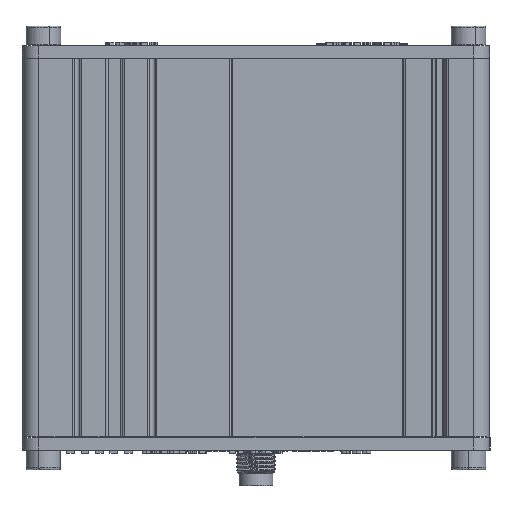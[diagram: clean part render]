
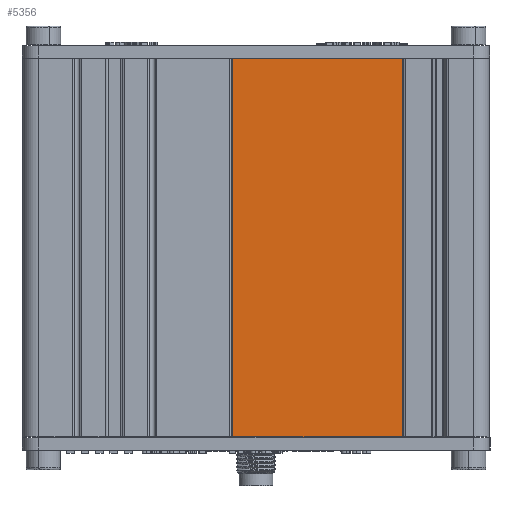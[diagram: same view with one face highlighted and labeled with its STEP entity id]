
A CAD part, front view. The second image highlights one B-rep face of the part: STEP entity #5356.
In plain terms, the highlighted planar face has unit normal (0, -1, 0).
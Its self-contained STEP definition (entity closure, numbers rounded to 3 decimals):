
#3151 = LINE ( 'NONE', #74881, #140259 ) ;
#5356 = ADVANCED_FACE ( 'NONE', ( #41642 ), #40916, .T. ) ;
#5560 = VECTOR ( 'NONE', #140601, 1000. ) ;
#6435 = CARTESIAN_POINT ( 'NONE',  ( -3.711, -12.25, 0. ) ) ;
#15136 = EDGE_CURVE ( 'NONE', #128175, #112373, #96520, .T. ) ;
#15305 = LINE ( 'NONE', #142054, #5560 ) ;
#26526 = DIRECTION ( 'NONE',  ( 1., 0., 0. ) ) ;
#28744 = DIRECTION ( 'NONE',  ( 0., -1., 0. ) ) ;
#29023 = CARTESIAN_POINT ( 'NONE',  ( 23.311, -12.25, 0. ) ) ;
#32923 = VECTOR ( 'NONE', #41452, 1000. ) ;
#33607 = EDGE_CURVE ( 'NONE', #112373, #129865, #121934, .T. ) ;
#40916 = PLANE ( 'NONE',  #96852 ) ;
#41452 = DIRECTION ( 'NONE',  ( -1., 0., 0. ) ) ;
#41642 = FACE_OUTER_BOUND ( 'NONE', #124067, .T. ) ;
#52596 = DIRECTION ( 'NONE',  ( 0., 0., -1. ) ) ;
#52755 = CARTESIAN_POINT ( 'NONE',  ( -3.85, -12.25, 60.2 ) ) ;
#74037 = CARTESIAN_POINT ( 'NONE',  ( 0., -12.25, 0. ) ) ;
#74881 = CARTESIAN_POINT ( 'NONE',  ( 23.311, -12.25, 60.2 ) ) ;
#80786 = EDGE_CURVE ( 'NONE', #130020, #128175, #3151, .T. ) ;
#82908 = ORIENTED_EDGE ( 'NONE', *, *, #33607, .T. ) ;
#90823 = VECTOR ( 'NONE', #52596, 1000. ) ;
#96060 = DIRECTION ( 'NONE',  ( 0., 0., 1. ) ) ;
#96520 = LINE ( 'NONE', #52755, #32923 ) ;
#96852 = AXIS2_PLACEMENT_3D ( 'NONE', #74037, #28744, #26526 ) ;
#109182 = CARTESIAN_POINT ( 'NONE',  ( 23.311, -12.25, 60.2 ) ) ;
#111201 = EDGE_CURVE ( 'NONE', #129865, #130020, #15305, .T. ) ;
#112373 = VERTEX_POINT ( 'NONE', #142061 ) ;
#121934 = LINE ( 'NONE', #6435, #90823 ) ;
#124067 = EDGE_LOOP ( 'NONE', ( #144655, #82908, #134167, #131854 ) ) ;
#128175 = VERTEX_POINT ( 'NONE', #109182 ) ;
#129865 = VERTEX_POINT ( 'NONE', #142324 ) ;
#130020 = VERTEX_POINT ( 'NONE', #29023 ) ;
#131854 = ORIENTED_EDGE ( 'NONE', *, *, #80786, .T. ) ;
#134167 = ORIENTED_EDGE ( 'NONE', *, *, #111201, .T. ) ;
#140259 = VECTOR ( 'NONE', #96060, 1000. ) ;
#140601 = DIRECTION ( 'NONE',  ( 1., 0., 0. ) ) ;
#142054 = CARTESIAN_POINT ( 'NONE',  ( -3.85, -12.25, 0. ) ) ;
#142061 = CARTESIAN_POINT ( 'NONE',  ( -3.711, -12.25, 60.2 ) ) ;
#142324 = CARTESIAN_POINT ( 'NONE',  ( -3.711, -12.25, 0. ) ) ;
#144655 = ORIENTED_EDGE ( 'NONE', *, *, #15136, .T. ) ;
